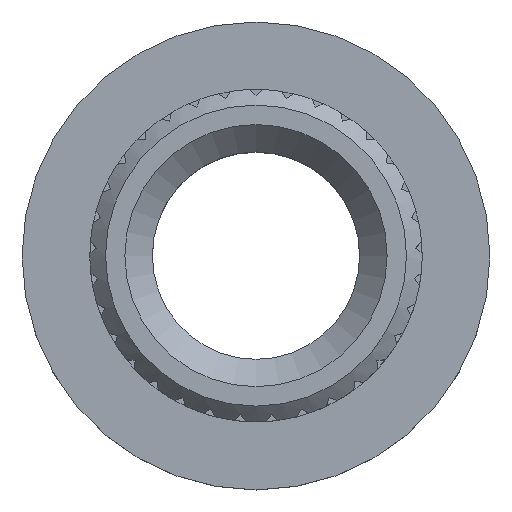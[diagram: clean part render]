
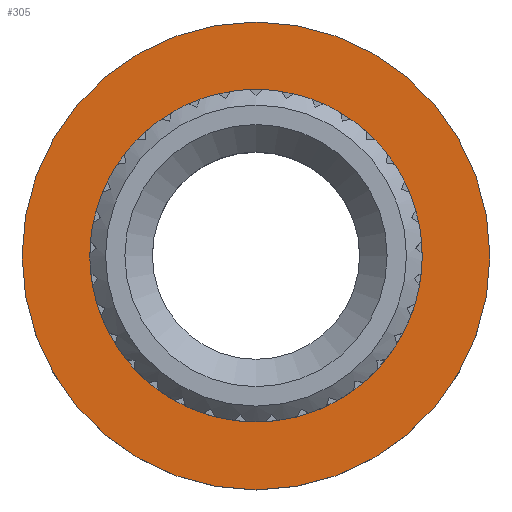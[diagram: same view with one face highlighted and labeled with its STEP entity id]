
A CAD part, top view. The second image highlights one B-rep face of the part: STEP entity #305.
In plain terms, the highlighted planar face has unit normal (0, 0, 1).
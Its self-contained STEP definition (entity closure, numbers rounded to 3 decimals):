
#305 = ADVANCED_FACE( '', ( #677, #678 ), #679, .F. );
#677 = FACE_BOUND( '', #1116, .T. );
#678 = FACE_OUTER_BOUND( '', #1117, .T. );
#679 = PLANE( '', #1118 );
#1116 = EDGE_LOOP( '', ( #1876 ) );
#1117 = EDGE_LOOP( '', ( #1877 ) );
#1118 = AXIS2_PLACEMENT_3D( '', #1878, #1879, #1880 );
#1876 = ORIENTED_EDGE( '', *, *, #2868, .T. );
#1877 = ORIENTED_EDGE( '', *, *, #2862, .F. );
#1878 = CARTESIAN_POINT( '', ( 0., 0., 2. ) );
#1879 = DIRECTION( '', ( 0., 0., -1. ) );
#1880 = DIRECTION( '', ( -1., 0., 0. ) );
#2862 = EDGE_CURVE( '', #3517, #3517, #3518, .T. );
#2868 = EDGE_CURVE( '', #3525, #3525, #3526, .T. );
#3517 = VERTEX_POINT( '', #4563 );
#3518 = CIRCLE( '', #4564, 7.5 );
#3525 = VERTEX_POINT( '', #4575 );
#3526 = CIRCLE( '', #4576, 5.324 );
#4563 = CARTESIAN_POINT( '', ( 7.5, 0., 2. ) );
#4564 = AXIS2_PLACEMENT_3D( '', #5245, #5246, #5247 );
#4575 = CARTESIAN_POINT( '', ( 5.324, 0., 2. ) );
#4576 = AXIS2_PLACEMENT_3D( '', #5254, #5255, #5256 );
#5245 = CARTESIAN_POINT( '', ( 0., 0., 2. ) );
#5246 = DIRECTION( '', ( 0., 0., -1. ) );
#5247 = DIRECTION( '', ( 1., 0., 0. ) );
#5254 = CARTESIAN_POINT( '', ( 0., 0., 2. ) );
#5255 = DIRECTION( '', ( 0., 0., -1. ) );
#5256 = DIRECTION( '', ( 1., 0., 0. ) );
